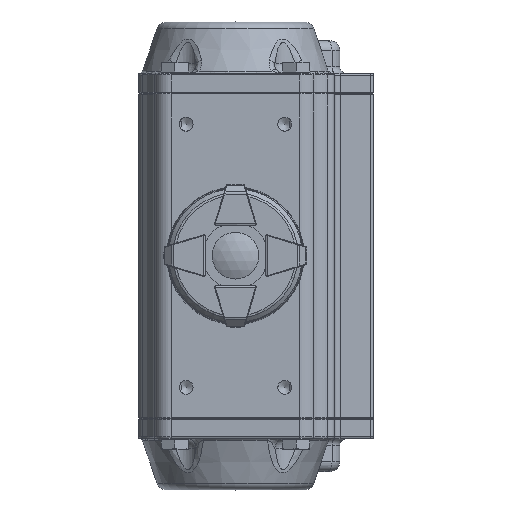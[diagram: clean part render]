
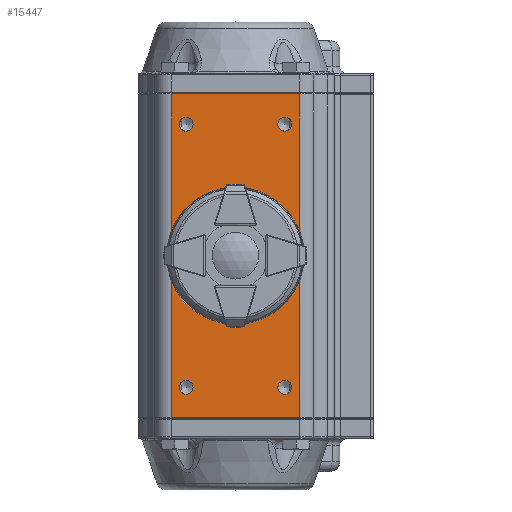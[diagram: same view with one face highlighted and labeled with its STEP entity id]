
A CAD part, top view. The second image highlights one B-rep face of the part: STEP entity #15447.
In plain terms, the highlighted face is planar.
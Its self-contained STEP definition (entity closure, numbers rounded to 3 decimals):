
#663=PLANE('',#16739);
#1341=CIRCLE('',#16493,11.75);
#1384=CIRCLE('',#16550,2.1);
#1386=CIRCLE('',#16554,2.1);
#1388=CIRCLE('',#16558,2.1);
#1390=CIRCLE('',#16562,2.1);
#3321=ORIENTED_EDGE('',*,*,#6939,.F.);
#3322=ORIENTED_EDGE('',*,*,#7009,.T.);
#3323=ORIENTED_EDGE('',*,*,#6941,.T.);
#3324=ORIENTED_EDGE('',*,*,#7010,.T.);
#3325=ORIENTED_EDGE('',*,*,#6735,.F.);
#3326=ORIENTED_EDGE('',*,*,#6723,.F.);
#3327=ORIENTED_EDGE('',*,*,#6727,.F.);
#3328=ORIENTED_EDGE('',*,*,#6731,.F.);
#3329=ORIENTED_EDGE('',*,*,#6643,.F.);
#6643=EDGE_CURVE('',#8684,#8684,#1341,.T.);
#6723=EDGE_CURVE('',#8763,#8763,#1384,.T.);
#6727=EDGE_CURVE('',#8767,#8767,#1386,.T.);
#6731=EDGE_CURVE('',#8771,#8771,#1388,.T.);
#6735=EDGE_CURVE('',#8775,#8775,#1390,.T.);
#6939=EDGE_CURVE('',#8909,#8910,#10051,.T.);
#6941=EDGE_CURVE('',#8911,#8912,#10052,.T.);
#7009=EDGE_CURVE('',#8909,#8911,#10112,.T.);
#7010=EDGE_CURVE('',#8912,#8910,#10113,.T.);
#8684=VERTEX_POINT('',#23427);
#8763=VERTEX_POINT('',#23821);
#8767=VERTEX_POINT('',#23841);
#8771=VERTEX_POINT('',#23861);
#8775=VERTEX_POINT('',#23881);
#8909=VERTEX_POINT('',#24448);
#8910=VERTEX_POINT('',#24450);
#8911=VERTEX_POINT('',#24454);
#8912=VERTEX_POINT('',#24455);
#10051=LINE('',#24449,#11015);
#10052=LINE('',#24453,#11016);
#10112=LINE('',#24591,#11076);
#10113=LINE('',#24592,#11077);
#11015=VECTOR('',#19272,1000.);
#11016=VECTOR('',#19277,1000.);
#11076=VECTOR('',#19405,1000.);
#11077=VECTOR('',#19406,1000.);
#12032=EDGE_LOOP('',(#3321,#3322,#3323,#3324));
#12033=EDGE_LOOP('',(#3325));
#12034=EDGE_LOOP('',(#3326));
#12035=EDGE_LOOP('',(#3327));
#12036=EDGE_LOOP('',(#3328));
#12037=EDGE_LOOP('',(#3329));
#13170=FACE_BOUND('',#12032,.T.);
#13171=FACE_BOUND('',#12033,.T.);
#13172=FACE_BOUND('',#12034,.T.);
#13173=FACE_BOUND('',#12035,.T.);
#13174=FACE_BOUND('',#12036,.T.);
#13175=FACE_BOUND('',#12037,.T.);
#15447=ADVANCED_FACE('',(#13170,#13171,#13172,#13173,#13174,#13175),#663,
 .T.);
#16493=AXIS2_PLACEMENT_3D('',#23426,#18734,#18735);
#16550=AXIS2_PLACEMENT_3D('',#23820,#18871,#18872);
#16554=AXIS2_PLACEMENT_3D('',#23840,#18879,#18880);
#16558=AXIS2_PLACEMENT_3D('',#23860,#18887,#18888);
#16562=AXIS2_PLACEMENT_3D('',#23880,#18895,#18896);
#16739=AXIS2_PLACEMENT_3D('',#24590,#19403,#19404);
#18734=DIRECTION('',(0.,1.,0.));
#18735=DIRECTION('',(0.,0.,1.));
#18871=DIRECTION('',(0.,1.,0.));
#18872=DIRECTION('',(0.,0.,1.));
#18879=DIRECTION('',(0.,1.,0.));
#18880=DIRECTION('',(0.,0.,1.));
#18887=DIRECTION('',(0.,1.,0.));
#18888=DIRECTION('',(0.,0.,1.));
#18895=DIRECTION('',(0.,1.,0.));
#18896=DIRECTION('',(0.,0.,1.));
#19272=DIRECTION('',(0.,0.,-1.));
#19277=DIRECTION('',(0.,0.,-1.));
#19403=DIRECTION('',(0.,1.,0.));
#19404=DIRECTION('',(1.,0.,0.));
#19405=DIRECTION('',(1.,0.,0.));
#19406=DIRECTION('',(-1.,0.,0.));
#23426=CARTESIAN_POINT('',(0.,36.5,0.));
#23427=CARTESIAN_POINT('',(0.,36.5,11.75));
#23820=CARTESIAN_POINT('',(15.,36.5,-40.));
#23821=CARTESIAN_POINT('',(15.,36.5,-37.9));
#23840=CARTESIAN_POINT('',(-15.,36.5,40.));
#23841=CARTESIAN_POINT('',(-15.,36.5,42.1));
#23860=CARTESIAN_POINT('',(15.,36.5,40.));
#23861=CARTESIAN_POINT('',(15.,36.5,42.1));
#23880=CARTESIAN_POINT('',(-15.,36.5,-40.));
#23881=CARTESIAN_POINT('',(-15.,36.5,-37.9));
#24448=CARTESIAN_POINT('',(-19.5,36.5,49.2));
#24449=CARTESIAN_POINT('',(-19.5,36.5,49.5));
#24450=CARTESIAN_POINT('',(-19.5,36.5,-49.2));
#24453=CARTESIAN_POINT('',(19.5,36.5,49.5));
#24454=CARTESIAN_POINT('',(19.5,36.5,49.2));
#24455=CARTESIAN_POINT('',(19.5,36.5,-49.2));
#24590=CARTESIAN_POINT('',(-19.5,36.5,49.5));
#24591=CARTESIAN_POINT('',(-19.5,36.5,49.2));
#24592=CARTESIAN_POINT('',(-19.5,36.5,-49.2));
